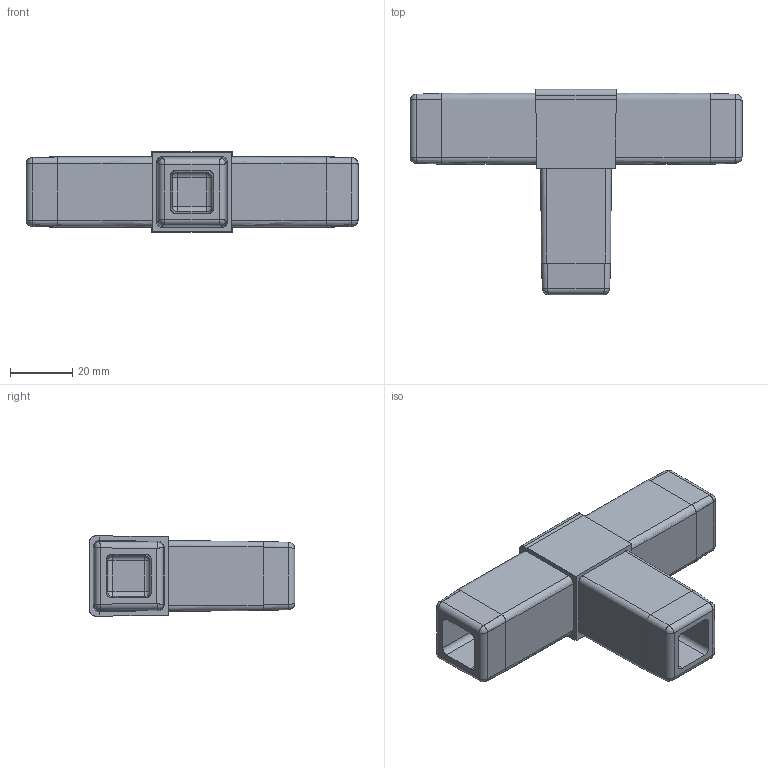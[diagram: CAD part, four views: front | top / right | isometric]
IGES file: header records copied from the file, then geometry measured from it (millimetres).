
Start section: VISI Layer Mapping Iges    VISI  0      _IMPORT_LAYER_  1      WARNINGS
Global section: file name: Future 304 05.15.13.igs; native system: VISI 20.0; preprocessor: 2.0; author: Adam; organization: Unknown; date: 20140625.212430; units: inch
Bounding box: 106.68 x 66.04 x 25.78 mm (x, y, z)
Surface area: 21310.8 mm2 (no closed solid volume)
Topology: 0 solids, 0 shells, 138 faces, 872 edges, 856 vertices
Faces by surface type: bspline 138
